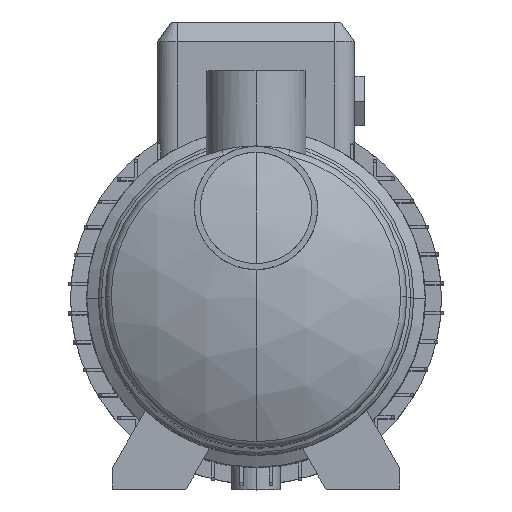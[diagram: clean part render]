
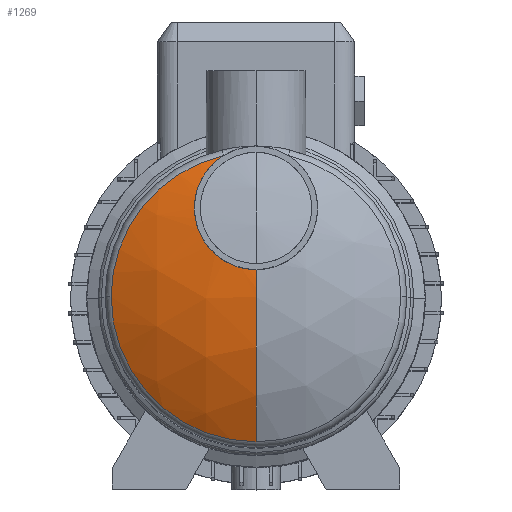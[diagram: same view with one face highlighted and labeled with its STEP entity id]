
A CAD part, top view. The second image highlights one B-rep face of the part: STEP entity #1269.
In plain terms, the highlighted spherical face has radius 150 mm.
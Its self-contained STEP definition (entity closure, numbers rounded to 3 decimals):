
#137 = DIRECTION ( 'NONE',  ( -1., 0., 0. ) ) ;
#171 = DIRECTION ( 'NONE',  ( -1., 0., 0. ) ) ;
#210 = VERTEX_POINT ( 'NONE', #7081 ) ;
#300 = CARTESIAN_POINT ( 'NONE',  ( -29.537, 55.287, 203.282 ) ) ;
#413 = CARTESIAN_POINT ( 'NONE',  ( -20.265, 68.798, 198.745 ) ) ;
#618 = CARTESIAN_POINT ( 'NONE',  ( -4.165, 14.024, 216.286 ) ) ;
#952 = CIRCLE ( 'NONE', #6325, 73.438 ) ;
#1228 = CARTESIAN_POINT ( 'NONE',  ( -16.446, 71.572, 197.793 ) ) ;
#1269 = ADVANCED_FACE ( 'NONE', ( #10434 ), #4364, .T. ) ;
#1280 = VERTEX_POINT ( 'NONE', #1581 ) ;
#1336 = CARTESIAN_POINT ( 'NONE',  ( -29.942, 54.043, 203.692 ) ) ;
#1486 = CARTESIAN_POINT ( 'NONE',  ( -27.48, 30.112, 211.355 ) ) ;
#1542 = CARTESIAN_POINT ( 'NONE',  ( -3.645, 13.959, 216.306 ) ) ;
#1581 = CARTESIAN_POINT ( 'NONE',  ( -16.446, 71.572, 197.793 ) ) ;
#1608 = CARTESIAN_POINT ( 'NONE',  ( -28.184, 31.464, 210.933 ) ) ;
#1628 = DIRECTION ( 'NONE',  ( 1., 0., 0. ) ) ;
#1732 = EDGE_CURVE ( 'NONE', #8326, #210, #6878, .T. ) ;
#1885 = AXIS2_PLACEMENT_3D ( 'NONE', #5214, #1628, #6836 ) ;
#2090 = CARTESIAN_POINT ( 'NONE',  ( -26.718, 61.222, 201.308 ) ) ;
#2150 = CARTESIAN_POINT ( 'NONE',  ( -30.822, 50.193, 204.953 ) ) ;
#2205 = CARTESIAN_POINT ( 'NONE',  ( -28.015, 58.909, 202.081 ) ) ;
#2261 = CARTESIAN_POINT ( 'NONE',  ( -25.629, 62.893, 200.746 ) ) ;
#2588 = CARTESIAN_POINT ( 'NONE',  ( -19.344, 20.371, 214.361 ) ) ;
#2646 = ORIENTED_EDGE ( 'NONE', *, *, #11403, .T. ) ;
#3016 = CARTESIAN_POINT ( 'NONE',  ( -27.058, 60.648, 201.5 ) ) ;
#3037 = EDGE_CURVE ( 'NONE', #3563, #6581, #3559, .T. ) ;
#3168 = CARTESIAN_POINT ( 'NONE',  ( -30.867, 40.022, 208.232 ) ) ;
#3229 = CARTESIAN_POINT ( 'NONE',  ( -31.203, 43.014, 207.276 ) ) ;
#3348 = CARTESIAN_POINT ( 'NONE',  ( -8.298, 14.799, 216.052 ) ) ;
#3436 = CARTESIAN_POINT ( 'NONE',  ( 0., 0., 67. ) ) ;
#3559 = CIRCLE ( 'NONE', #10022, 73.438 ) ;
#3563 = VERTEX_POINT ( 'NONE', #8605 ) ;
#3760 = ORIENTED_EDGE ( 'NONE', *, *, #8591, .T. ) ;
#3778 = CARTESIAN_POINT ( 'NONE',  ( -18.691, 70.081, 198.306 ) ) ;
#3779 = DIRECTION ( 'NONE',  ( 0., 0., 1. ) ) ;
#3878 = EDGE_LOOP ( 'NONE', ( #7963, #3760, #10407, #8597, #10878, #2646 ) ) ;
#3945 = CARTESIAN_POINT ( 'NONE',  ( -20.776, 68.353, 198.896 ) ) ;
#4120 = DIRECTION ( 'NONE',  ( -1., 0., 0. ) ) ;
#4154 = CARTESIAN_POINT ( 'NONE',  ( -25.621, 27.079, 212.297 ) ) ;
#4248 = DIRECTION ( 'NONE',  ( -1., 0., 0. ) ) ;
#4364 = SPHERICAL_SURFACE ( 'NONE', #10560, 150. ) ;
#4699 = CARTESIAN_POINT ( 'NONE',  ( -22.234, 66.969, 199.368 ) ) ;
#4722 = B_SPLINE_CURVE_WITH_KNOTS ( 'NONE', 3,
 ( #1228, #8344, #3778, #413, #3945, #7476, #4699, #11017, #10953, #2261, #6490, #2090, #3016, #2205, #10077, #300, #1336, #5566, #5803, #2150, #10137, #10842, #5689, #6441 ),
 .UNSPECIFIED., .F., .F.,
 ( 4, 2, 2, 2, 2, 2, 2, 2, 2, 2, 2, 4 ),
 ( 0.144, 0.148, 0.15, 0.152, 0.156, 0.158, 0.16, 0.164, 0.168, 0.17, 0.173, 0.177 ),
 .UNSPECIFIED. ) ;
#5081 = CARTESIAN_POINT ( 'NONE',  ( -13.141, 16.629, 215.499 ) ) ;
#5141 = CARTESIAN_POINT ( 'NONE',  ( -27.234, 29.666, 211.494 ) ) ;
#5214 = CARTESIAN_POINT ( 'NONE',  ( 0., 0., 67. ) ) ;
#5255 = CARTESIAN_POINT ( 'NONE',  ( -20.91, 21.686, 213.959 ) ) ;
#5357 = CARTESIAN_POINT ( 'NONE',  ( -31.25, 45., 206.637 ) ) ;
#5566 = CARTESIAN_POINT ( 'NONE',  ( -30.432, 52.132, 204.319 ) ) ;
#5689 = CARTESIAN_POINT ( 'NONE',  ( -31.25, 46.303, 206.217 ) ) ;
#5803 = CARTESIAN_POINT ( 'NONE',  ( -30.577, 51.486, 204.531 ) ) ;
#5843 = CARTESIAN_POINT ( 'NONE',  ( -31.012, 41.022, 207.913 ) ) ;
#5986 = DIRECTION ( 'NONE',  ( 0., 1., 0. ) ) ;
#6015 = CARTESIAN_POINT ( 'NONE',  ( -26.454, 28.356, 211.901 ) ) ;
#6044 = DIRECTION ( 'NONE',  ( 0., -1., 0. ) ) ;
#6231 = CARTESIAN_POINT ( 'NONE',  ( 0., 13.75, 216.368 ) ) ;
#6325 = AXIS2_PLACEMENT_3D ( 'NONE', #9841, #8971, #171 ) ;
#6358 = EDGE_CURVE ( 'NONE', #6898, #8326, #10897, .T. ) ;
#6441 = CARTESIAN_POINT ( 'NONE',  ( -31.25, 45., 206.637 ) ) ;
#6490 = CARTESIAN_POINT ( 'NONE',  ( -26.003, 62.345, 200.931 ) ) ;
#6581 = VERTEX_POINT ( 'NONE', #9985 ) ;
#6701 = CARTESIAN_POINT ( 'NONE',  ( -29.73, 35.165, 209.772 ) ) ;
#6818 = CARTESIAN_POINT ( 'NONE',  ( -23.062, 23.887, 213.283 ) ) ;
#6836 = DIRECTION ( 'NONE',  ( 0., 0., -1. ) ) ;
#6878 = CIRCLE ( 'NONE', #1885, 150. ) ;
#6898 = VERTEX_POINT ( 'NONE', #5357 ) ;
#6935 = CARTESIAN_POINT ( 'NONE',  ( -15.911, 18.084, 215.057 ) ) ;
#7081 = CARTESIAN_POINT ( 'NONE',  ( 0., 0., 217. ) ) ;
#7121 = CIRCLE ( 'NONE', #9509, 150. ) ;
#7366 = EDGE_CURVE ( 'NONE', #1280, #6898, #4722, .T. ) ;
#7476 = CARTESIAN_POINT ( 'NONE',  ( -21.76, 67.44, 199.208 ) ) ;
#7570 = CARTESIAN_POINT ( 'NONE',  ( -31.25, 45., 206.637 ) ) ;
#7689 = CARTESIAN_POINT ( 'NONE',  ( -25.025, 26.255, 212.553 ) ) ;
#7923 = CARTESIAN_POINT ( 'NONE',  ( -14.077, 17.081, 215.362 ) ) ;
#7963 = ORIENTED_EDGE ( 'NONE', *, *, #3037, .T. ) ;
#8326 = VERTEX_POINT ( 'NONE', #6231 ) ;
#8344 = CARTESIAN_POINT ( 'NONE',  ( -17.593, 70.863, 198.038 ) ) ;
#8549 = CARTESIAN_POINT ( 'NONE',  ( -26.721, 28.788, 211.767 ) ) ;
#8591 = EDGE_CURVE ( 'NONE', #6581, #210, #7121, .T. ) ;
#8597 = ORIENTED_EDGE ( 'NONE', *, *, #6358, .F. ) ;
#8605 = CARTESIAN_POINT ( 'NONE',  ( -73.438, 0., 197.793 ) ) ;
#8610 = CARTESIAN_POINT ( 'NONE',  ( 0., 13.75, 216.368 ) ) ;
#8667 = CARTESIAN_POINT ( 'NONE',  ( -5.206, 14.182, 216.238 ) ) ;
#8725 = CARTESIAN_POINT ( 'NONE',  ( -10.279, 15.416, 215.866 ) ) ;
#8971 = DIRECTION ( 'NONE',  ( 0., 0., 1. ) ) ;
#9361 = CARTESIAN_POINT ( 'NONE',  ( -30.295, 37.076, 209.169 ) ) ;
#9477 = CARTESIAN_POINT ( 'NONE',  ( -23.747, 24.661, 213.045 ) ) ;
#9509 = AXIS2_PLACEMENT_3D ( 'NONE', #11305, #4120, #6044 ) ;
#9538 = CARTESIAN_POINT ( 'NONE',  ( -1.042, 13.75, 216.368 ) ) ;
#9841 = CARTESIAN_POINT ( 'NONE',  ( 0., 0., 197.793 ) ) ;
#9985 = CARTESIAN_POINT ( 'NONE',  ( 0., -73.437, 197.793 ) ) ;
#10022 = AXIS2_PLACEMENT_3D ( 'NONE', #10783, #3779, #137 ) ;
#10077 = CARTESIAN_POINT ( 'NONE',  ( -28.574, 57.721, 202.476 ) ) ;
#10137 = CARTESIAN_POINT ( 'NONE',  ( -30.924, 49.546, 205.164 ) ) ;
#10350 = CARTESIAN_POINT ( 'NONE',  ( -16.795, 18.627, 214.892 ) ) ;
#10407 = ORIENTED_EDGE ( 'NONE', *, *, #1732, .F. ) ;
#10434 = FACE_OUTER_BOUND ( 'NONE', #3878, .T. ) ;
#10519 = CARTESIAN_POINT ( 'NONE',  ( -2.083, 13.802, 216.353 ) ) ;
#10560 = AXIS2_PLACEMENT_3D ( 'NONE', #3436, #4248, #5986 ) ;
#10783 = CARTESIAN_POINT ( 'NONE',  ( 0., 0., 197.793 ) ) ;
#10842 = CARTESIAN_POINT ( 'NONE',  ( -31.169, 47.602, 205.796 ) ) ;
#10878 = ORIENTED_EDGE ( 'NONE', *, *, #7366, .F. ) ;
#10897 = B_SPLINE_CURVE_WITH_KNOTS ( 'NONE', 3,
 ( #7570, #11108, #3229, #5843, #3168, #9361, #6701, #11401, #1608, #1486, #5141, #8549, #6015, #4154, #7689, #9477, #6818, #5255, #2588, #10350, #6935, #7923, #5081, #8725, #3348, #11454, #8667, #618, #1542, #10519, #9538, #8610 ),
 .UNSPECIFIED., .F., .F.,
 ( 4, 2, 2, 2, 2, 2, 2, 2, 2, 2, 2, 2, 2, 2, 2, 4 ),
 ( 0.177, 0.18, 0.183, 0.189, 0.192, 0.194, 0.195, 0.199, 0.202, 0.208, 0.211, 0.214, 0.22, 0.222, 0.224, 0.227 ),
 .UNSPECIFIED. ) ;
#10953 = CARTESIAN_POINT ( 'NONE',  ( -24.456, 64.5, 200.205 ) ) ;
#11017 = CARTESIAN_POINT ( 'NONE',  ( -23.607, 65.519, 199.86 ) ) ;
#11108 = CARTESIAN_POINT ( 'NONE',  ( -31.25, 44.008, 206.956 ) ) ;
#11305 = CARTESIAN_POINT ( 'NONE',  ( 0., 0., 67. ) ) ;
#11401 = CARTESIAN_POINT ( 'NONE',  ( -28.606, 32.379, 210.647 ) ) ;
#11403 = EDGE_CURVE ( 'NONE', #1280, #3563, #952, .T. ) ;
#11454 = CARTESIAN_POINT ( 'NONE',  ( -5.726, 14.275, 216.21 ) ) ;
